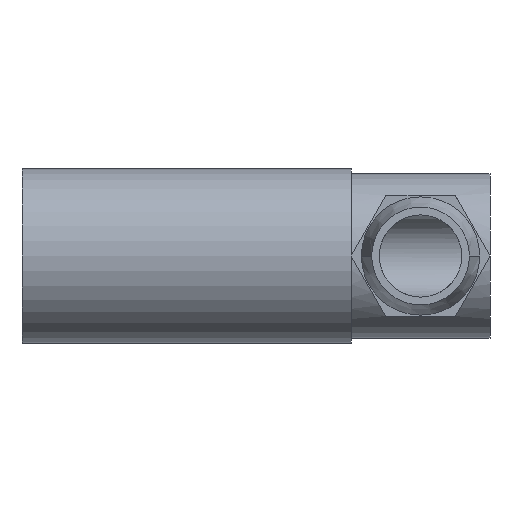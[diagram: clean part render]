
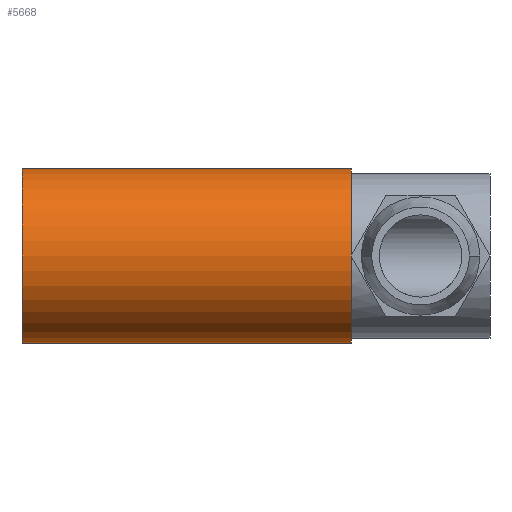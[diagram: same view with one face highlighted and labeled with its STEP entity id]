
A CAD part, front view. The second image highlights one B-rep face of the part: STEP entity #5668.
In plain terms, the highlighted cylindrical face has radius 8.5 mm (diameter 17 mm), a partial arc.
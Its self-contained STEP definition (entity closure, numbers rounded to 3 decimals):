
#255 = DIRECTION ( 'NONE',  ( -1., 0., 0. ) ) ;
#402 = ORIENTED_EDGE ( 'NONE', *, *, #4874, .F. ) ;
#461 = CIRCLE ( 'NONE', #3068, 8.5 ) ;
#543 = VERTEX_POINT ( 'NONE', #3896 ) ;
#939 = EDGE_CURVE ( 'NONE', #5340, #1977, #7336, .T. ) ;
#1005 = CARTESIAN_POINT ( 'NONE',  ( 32., 0., 0. ) ) ;
#1012 = ORIENTED_EDGE ( 'NONE', *, *, #2465, .T. ) ;
#1155 = ORIENTED_EDGE ( 'NONE', *, *, #7770, .F. ) ;
#1161 = DIRECTION ( 'NONE',  ( -1., 0., 0. ) ) ;
#1422 = VECTOR ( 'NONE', #1561, 1000. ) ;
#1431 = CARTESIAN_POINT ( 'NONE',  ( 0., 0., 8.5 ) ) ;
#1538 = DIRECTION ( 'NONE',  ( 0., 0., 1. ) ) ;
#1561 = DIRECTION ( 'NONE',  ( -1., 0., 0. ) ) ;
#1679 = VECTOR ( 'NONE', #255, 1000. ) ;
#1800 = FACE_OUTER_BOUND ( 'NONE', #7140, .T. ) ;
#1977 = VERTEX_POINT ( 'NONE', #1431 ) ;
#2074 = LINE ( 'NONE', #7432, #1679 ) ;
#2181 = CARTESIAN_POINT ( 'NONE',  ( 0., 0., 0. ) ) ;
#2465 = EDGE_CURVE ( 'NONE', #543, #5340, #461, .T. ) ;
#3068 = AXIS2_PLACEMENT_3D ( 'NONE', #1005, #4866, #4316 ) ;
#3479 = AXIS2_PLACEMENT_3D ( 'NONE', #2181, #6863, #1538 ) ;
#3777 = DIRECTION ( 'NONE',  ( 0., 0., 1. ) ) ;
#3896 = CARTESIAN_POINT ( 'NONE',  ( 32., 0., -8.5 ) ) ;
#4029 = CIRCLE ( 'NONE', #3479, 8.5 ) ;
#4316 = DIRECTION ( 'NONE',  ( 0., 0., 1. ) ) ;
#4423 = CYLINDRICAL_SURFACE ( 'NONE', #5253, 8.5 ) ;
#4576 = ORIENTED_EDGE ( 'NONE', *, *, #939, .T. ) ;
#4748 = CARTESIAN_POINT ( 'NONE',  ( 0., 0., -8.5 ) ) ;
#4866 = DIRECTION ( 'NONE',  ( -1., 0., 0. ) ) ;
#4874 = EDGE_CURVE ( 'NONE', #543, #5841, #2074, .T. ) ;
#5253 = AXIS2_PLACEMENT_3D ( 'NONE', #7047, #1161, #3777 ) ;
#5340 = VERTEX_POINT ( 'NONE', #6126 ) ;
#5668 = ADVANCED_FACE ( 'NONE', ( #1800 ), #4423, .T. ) ;
#5841 = VERTEX_POINT ( 'NONE', #4748 ) ;
#6126 = CARTESIAN_POINT ( 'NONE',  ( 32., 0., 8.5 ) ) ;
#6863 = DIRECTION ( 'NONE',  ( -1., 0., 0. ) ) ;
#7047 = CARTESIAN_POINT ( 'NONE',  ( 0., 0., 0. ) ) ;
#7140 = EDGE_LOOP ( 'NONE', ( #402, #1012, #4576, #1155 ) ) ;
#7336 = LINE ( 'NONE', #7450, #1422 ) ;
#7432 = CARTESIAN_POINT ( 'NONE',  ( 0., 0., -8.5 ) ) ;
#7450 = CARTESIAN_POINT ( 'NONE',  ( 0., 0., 8.5 ) ) ;
#7770 = EDGE_CURVE ( 'NONE', #5841, #1977, #4029, .T. ) ;
